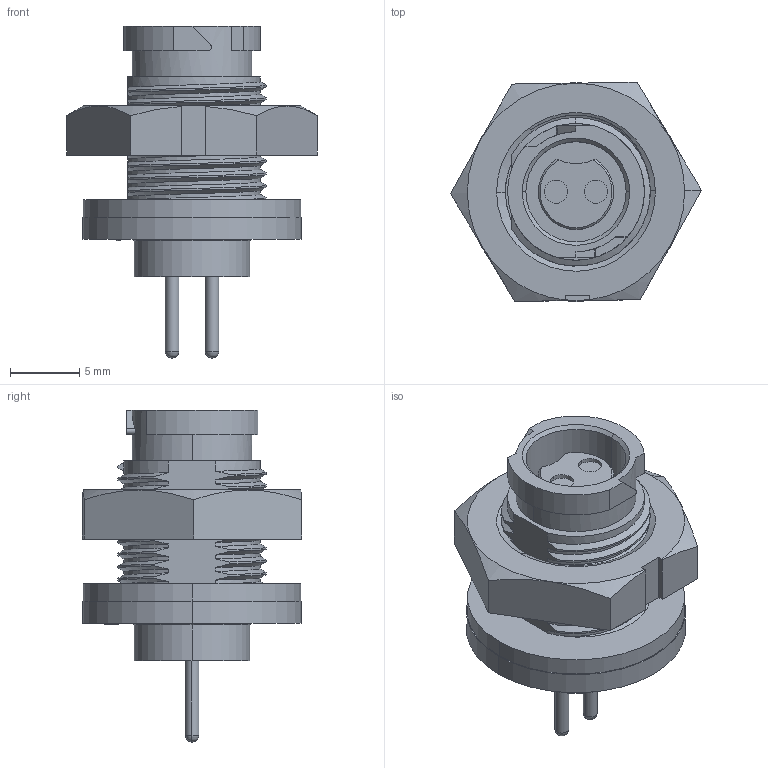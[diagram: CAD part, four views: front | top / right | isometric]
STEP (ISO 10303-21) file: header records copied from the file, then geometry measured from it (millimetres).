
FILE_DESCRIPTION (( 'STEP AP203' ), '1' );
FILE_NAME ('W17291-2SG-P-300.STEP', '2021-11-03T15:38:46', ( '' ), ( '' ), 'SwSTEP 2.0', 'SolidWorks 2020', '' );
FILE_SCHEMA (( 'CONFIG_CONTROL_DESIGN' ));
Length unit declared in the file: millimetre
Products named in the file (1): W17291-2SG-P-300
Bounding box: 18.18 x 15.88 x 24.05 mm (x, y, z)
Volume: 1880.2 mm3; surface area: 2143.5 mm2
Topology: 2 solids, 2 shells, 181 faces, 461 edges, 301 vertices
Faces by surface type: cylinder 71, plane 50, bspline 36, cone 16, torus 6, sphere 2
Entity records: 12781 total; most frequent: CARTESIAN_POINT 8739, ORIENTED_EDGE 922, DIRECTION 703, EDGE_CURVE 461, VERTEX_POINT 301, AXIS2_PLACEMENT_3D 258, EDGE_LOOP 200, VECTOR 187
